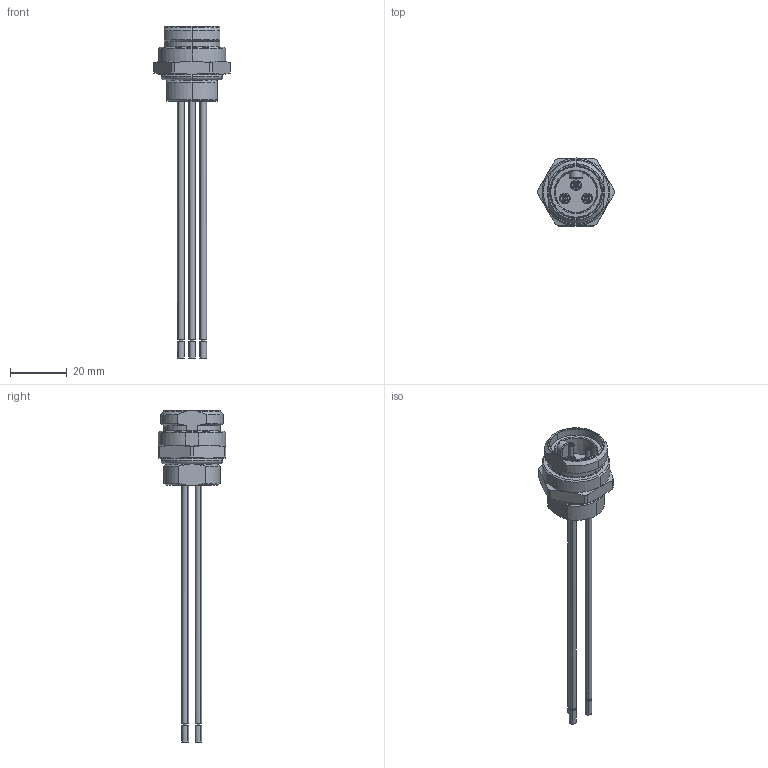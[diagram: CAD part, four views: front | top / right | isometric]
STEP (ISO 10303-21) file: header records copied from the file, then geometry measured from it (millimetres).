
FILE_DESCRIPTION(('CATIA V5 STEP Exchange','CAx-IF Rec.Pracs.--- Model Styling and Organization---1.4--- 2014-01-23'),'2;1');
FILE_NAME ('013053-2_0', '2020-12-31T11:31:47+00:00', ('none'), ('Weidmueller'), 'CATIA Version 5-6 Release 2016 SP3 HF44', 'CATIA V5 STEP AP214', 'none');
FILE_SCHEMA(('AUTOMOTIVE_DESIGN { 1 0 10303 214 1 1 1 1 }'));
Length unit declared in the file: millimetre
Products named in the file (1): 1418040000
Bounding box: 27 x 24 x 117.2 mm (x, y, z)
Volume: 8927.1 mm3; surface area: 9617.2 mm2
Topology: 4 solids, 4 shells, 250 faces, 573 edges, 353 vertices
Faces by surface type: cylinder 99, cone 56, plane 51, torus 22, bspline 12, extrusion 8, sphere 2
Entity records: 7546 total; most frequent: CARTESIAN_POINT 2331, ORIENTED_EDGE 1146, DIRECTION 862, EDGE_CURVE 573, AXIS2_PLACEMENT_3D 462, VERTEX_POINT 353, EDGE_LOOP 280, ADVANCED_FACE 250
